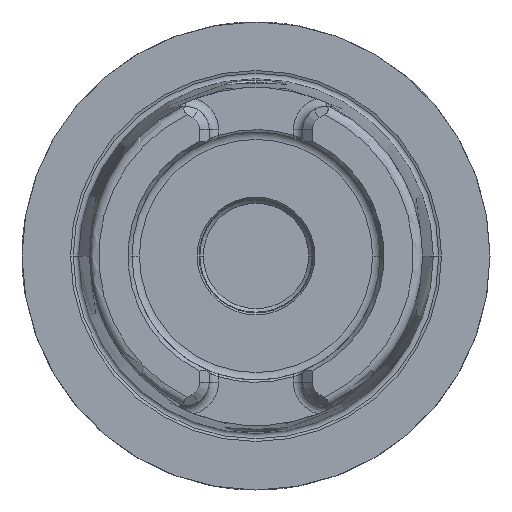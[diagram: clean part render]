
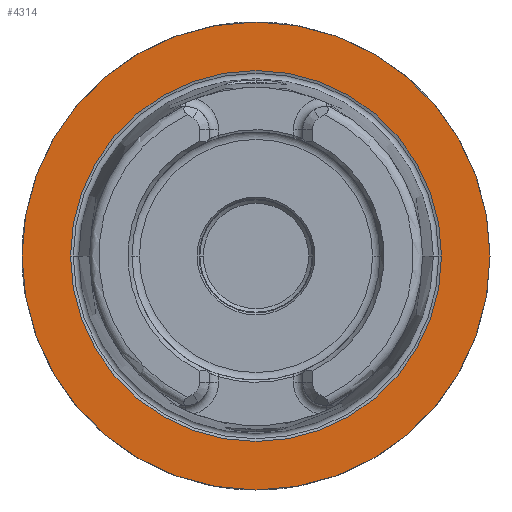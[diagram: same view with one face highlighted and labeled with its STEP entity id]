
A CAD part, left-side view. The second image highlights one B-rep face of the part: STEP entity #4314.
In plain terms, the highlighted planar face has unit normal (-1, 0, 0).
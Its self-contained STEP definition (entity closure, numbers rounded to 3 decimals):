
#905=CARTESIAN_POINT('',(0.,0.,0.));
#906=DIRECTION('',(1.,0.,0.));
#907=DIRECTION('',(0.,1.,0.));
#908=AXIS2_PLACEMENT_3D('',#905,#906,#907);
#910=CARTESIAN_POINT('',(0.,0.,0.));
#911=DIRECTION('',(-1.,0.,0.));
#912=DIRECTION('',(0.,1.,0.));
#913=AXIS2_PLACEMENT_3D('',#910,#911,#912);
#915=CARTESIAN_POINT('',(0.,0.,0.));
#916=DIRECTION('',(-1.,0.,0.));
#917=DIRECTION('',(0.,-1.,0.));
#918=AXIS2_PLACEMENT_3D('',#915,#916,#917);
#920=CARTESIAN_POINT('',(0.,0.,0.));
#921=DIRECTION('',(-1.,0.,0.));
#922=DIRECTION('',(0.,1.,0.));
#923=AXIS2_PLACEMENT_3D('',#920,#921,#922);
#2845=CARTESIAN_POINT('',(0.,50.,0.));
#2846=CARTESIAN_POINT('',(0.,-50.,0.));
#2847=VERTEX_POINT('',#2845);
#2848=VERTEX_POINT('',#2846);
#2873=CARTESIAN_POINT('',(0.,-39.632,0.));
#2874=VERTEX_POINT('',#2873);
#2875=CARTESIAN_POINT('',(0.,39.632,0.));
#2876=VERTEX_POINT('',#2875);
#4299=CARTESIAN_POINT('',(0.,0.,0.));
#4300=DIRECTION('',(1.,0.,0.));
#4301=DIRECTION('',(0.,-1.,0.));
#4302=AXIS2_PLACEMENT_3D('',#4299,#4300,#4301);
#4303=PLANE('',#4302);
#4305=ORIENTED_EDGE('',*,*,#4304,.T.);
#4307=ORIENTED_EDGE('',*,*,#4306,.F.);
#4308=EDGE_LOOP('',(#4305,#4307));
#4309=FACE_OUTER_BOUND('',#4308,.F.);
#4310=ORIENTED_EDGE('',*,*,#4294,.T.);
#4311=ORIENTED_EDGE('',*,*,#4278,.T.);
#4312=EDGE_LOOP('',(#4310,#4311));
#4313=FACE_BOUND('',#4312,.F.);
#4314=ADVANCED_FACE('',(#4309,#4313),#4303,.F.);
#909=CIRCLE('',#908,50.);
#914=CIRCLE('',#913,50.);
#919=CIRCLE('',#918,39.632);
#924=CIRCLE('',#923,39.632);
#4278=EDGE_CURVE('',#2876,#2874,#924,.T.);
#4294=EDGE_CURVE('',#2874,#2876,#919,.T.);
#4304=EDGE_CURVE('',#2847,#2848,#909,.T.);
#4306=EDGE_CURVE('',#2847,#2848,#914,.T.);
